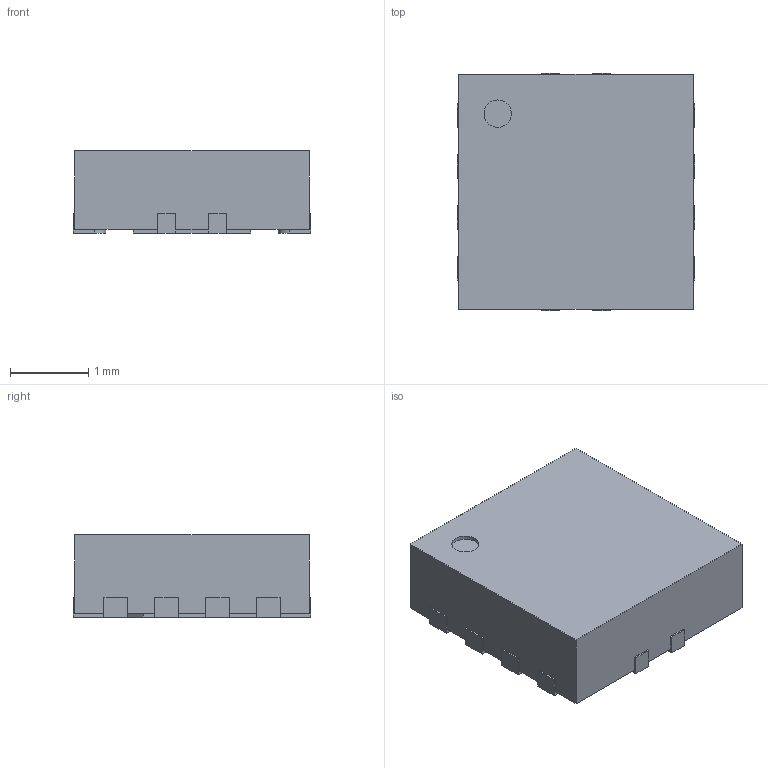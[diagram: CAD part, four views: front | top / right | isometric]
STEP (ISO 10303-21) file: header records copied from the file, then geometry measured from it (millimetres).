
FILE_DESCRIPTION(/* description */ ('STEP AP214'),/* implementation_level */ '2;1');
FILE_NAME(/* name */ '60d3758dd9f0044666ca582d',/* time_stamp */ '2021-06-23T17:55:26+00:00',/* author */ (''),/* organization */ (''),/* preprocessor_version */ 'ST-DEVELOPER v18.1',/* originating_system */ ' ',/* authorisation */ ' ');
FILE_SCHEMA (('AUTOMOTIVE_DESIGN {1 0 10303 214 3 1 1}'));
Length unit declared in the file: metre
Products named in the file (1): Part 1
Bounding box: 3.04 x 3.04 x 1.05 mm (x, y, z)
Volume: 9.2 mm3; surface area: 31.4 mm2
Topology: 1 solids, 1 shells, 85 faces, 246 edges, 164 vertices
Faces by surface type: plane 76, cylinder 9
Full cylindrical faces by diameter (mm): 0.35 x1
Entity records: 3381 total; most frequent: CARTESIAN_POINT 495, ORIENTED_EDGE 490, DIRECTION 435, EDGE_CURVE 245, LINE 227, VECTOR 227, VERTEX_POINT 164, AXIS2_PLACEMENT_3D 104
